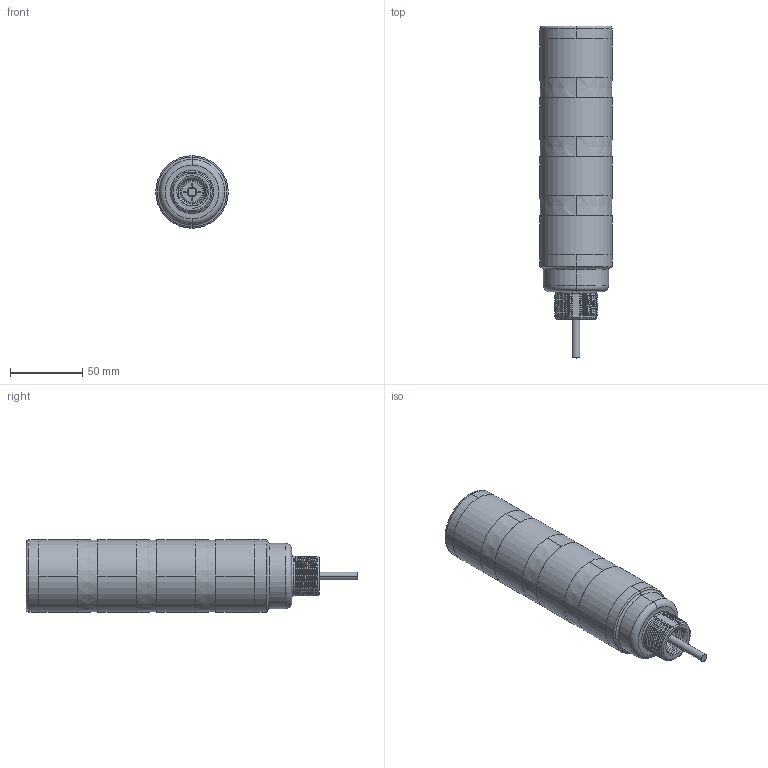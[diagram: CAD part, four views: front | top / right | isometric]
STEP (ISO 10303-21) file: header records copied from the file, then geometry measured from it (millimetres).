
FILE_DESCRIPTION((''),'2;1');
FILE_NAME('145185_SM01_ASM','2025-07-25T12:41:20',('banengservice'),('BANNER ENGINEERING'),'CREO PARAMETRIC BY PTC INC, 2022414','CREO PARAMETRIC BY PTC INC, 2022414','');
FILE_SCHEMA(('CONFIG_CONTROL_DESIGN'));
Length unit declared in the file: millimetre
Products named in the file (3): 145185_EP01; TL50_CABLE_EP01; 145185_SM01_ASM
Assembly tree (2 placements, depth 2):
  145185_SM01_ASM
    145185_EP01
    TL50_CABLE_EP01
Bounding box: 50 x 229 x 50 mm (x, y, z)
Volume: 361253.1 mm3; surface area: 36517.6 mm2
Topology: 2 solids, 2 shells, 177 faces, 456 edges, 294 vertices
Faces by surface type: bspline 70, cylinder 63, plane 18, torus 14, cone 12
Entity records: 12616 total; most frequent: CARTESIAN_POINT 8744, ORIENTED_EDGE 912, DIRECTION 579, EDGE_CURVE 456, VERTEX_POINT 294, AXIS2_PLACEMENT_3D 214, B_SPLINE_CURVE_WITH_KNOTS 203, EDGE_LOOP 188
